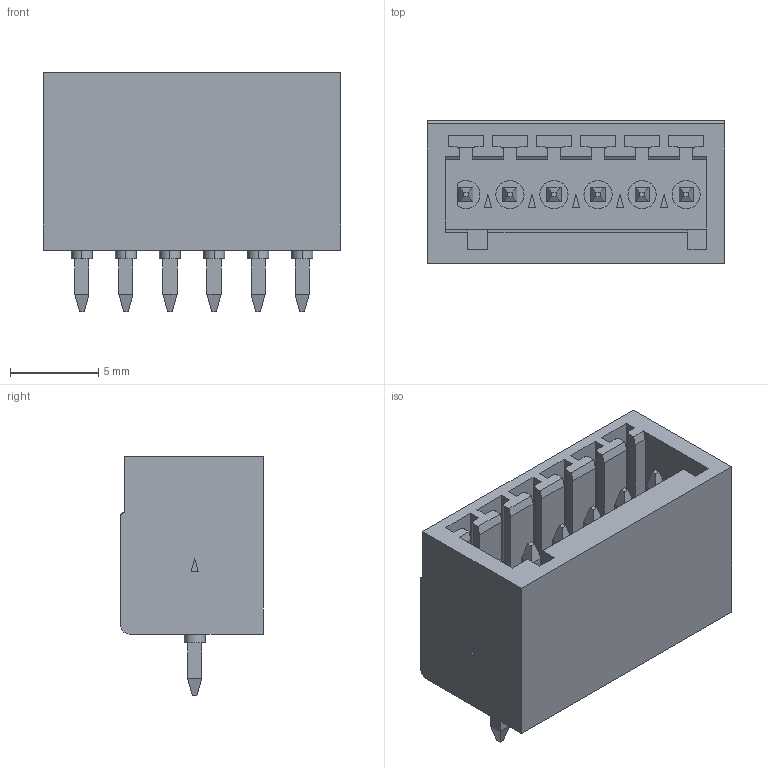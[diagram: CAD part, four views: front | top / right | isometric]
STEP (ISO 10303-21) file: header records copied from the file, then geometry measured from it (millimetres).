
FILE_DESCRIPTION((''),'2;1');
FILE_NAME('PHOENIX_1881590.stp','2011-02-10T14:13:38',(''),(''),'Mechanical Desktop 2011','Mechanical Desktop 2011',', , ');
FILE_SCHEMA(('AUTOMOTIVE_DESIGN { 1 2 10303 214 1 1 1 1 }'));
Length unit declared in the file: millimetre
Products named in the file (1): Product
Bounding box: 16.9 x 8.1 x 13.6 mm (x, y, z)
Volume: 983.8 mm3; surface area: 1394.2 mm2
Topology: 13 solids, 13 shells, 326 faces, 768 edges, 496 vertices
Faces by surface type: plane 258, cylinder 56, bspline 12
Entity records: 9240 total; most frequent: CARTESIAN_POINT 1627, ORIENTED_EDGE 1536, DIRECTION 1510, EDGE_CURVE 768, VECTOR 656, LINE 656, VERTEX_POINT 496, AXIS2_PLACEMENT_3D 427
